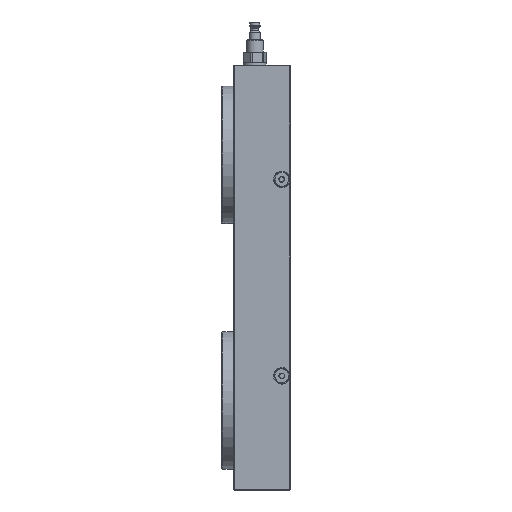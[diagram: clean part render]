
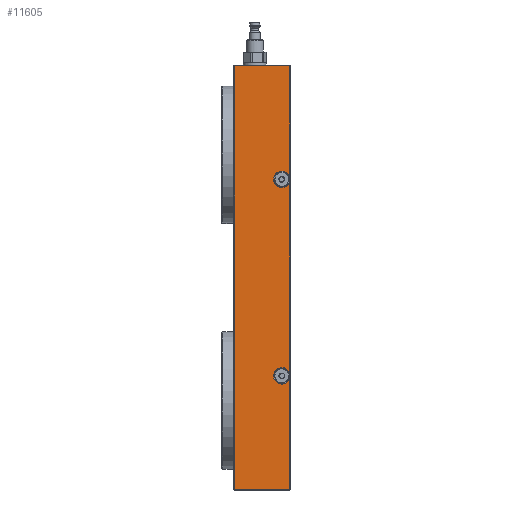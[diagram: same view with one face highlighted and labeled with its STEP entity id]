
A CAD part, left-side view. The second image highlights one B-rep face of the part: STEP entity #11605.
In plain terms, the highlighted planar face has unit normal (-1, 0, 0).
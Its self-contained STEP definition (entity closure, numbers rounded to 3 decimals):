
#403 = DIRECTION ( 'NONE',  ( 1., 0., 0. ) ) ;
#1699 = CARTESIAN_POINT ( 'NONE',  ( -298., 0.5, -173. ) ) ;
#5253 = LINE ( 'NONE', #79483, #76207 ) ;
#11113 = DIRECTION ( 'NONE',  ( 0., 1., 0. ) ) ;
#11605 = ADVANCED_FACE ( 'NONE', ( #99349 ), #49850, .F. ) ;
#12497 = CARTESIAN_POINT ( 'NONE',  ( -298., 0.5, -81.82 ) ) ;
#13036 = ORIENTED_EDGE ( 'NONE', *, *, #39438, .T. ) ;
#14975 = LINE ( 'NONE', #46778, #51252 ) ;
#16454 = DIRECTION ( 'NONE',  ( 0., 0., 1. ) ) ;
#19162 = LINE ( 'NONE', #68662, #92425 ) ;
#20200 = VERTEX_POINT ( 'NONE', #65033 ) ;
#20696 = VERTEX_POINT ( 'NONE', #31555 ) ;
#21544 = EDGE_CURVE ( 'NONE', #64050, #23855, #43627, .T. ) ;
#21889 = CIRCLE ( 'NONE', #78638, 6.75 ) ;
#23447 = AXIS2_PLACEMENT_3D ( 'NONE', #74537, #67526, #16454 ) ;
#23855 = VERTEX_POINT ( 'NONE', #12497 ) ;
#24533 = ORIENTED_EDGE ( 'NONE', *, *, #21544, .T. ) ;
#24744 = DIRECTION ( 'NONE',  ( 0., 0., 1. ) ) ;
#26497 = ORIENTED_EDGE ( 'NONE', *, *, #73931, .T. ) ;
#27747 = VERTEX_POINT ( 'NONE', #98726 ) ;
#31555 = CARTESIAN_POINT ( 'NONE',  ( -298., 45.5, 172.5 ) ) ;
#32253 = LINE ( 'NONE', #72077, #60101 ) ;
#33008 = EDGE_LOOP ( 'NONE', ( #73845, #42584, #82491, #92287, #26497, #99212, #13036, #24533 ) ) ;
#33583 = CARTESIAN_POINT ( 'NONE',  ( -298., 0.5, -78.18 ) ) ;
#39438 = EDGE_CURVE ( 'NONE', #27747, #64050, #32253, .T. ) ;
#40941 = CARTESIAN_POINT ( 'NONE',  ( -298., 0.5, -173. ) ) ;
#42584 = ORIENTED_EDGE ( 'NONE', *, *, #65091, .T. ) ;
#43540 = VECTOR ( 'NONE', #76399, 1000. ) ;
#43627 = LINE ( 'NONE', #1699, #43540 ) ;
#46256 = VERTEX_POINT ( 'NONE', #33583 ) ;
#46778 = CARTESIAN_POINT ( 'NONE',  ( -298., 45.5, -173. ) ) ;
#49850 = PLANE ( 'NONE',  #106395 ) ;
#51252 = VECTOR ( 'NONE', #79054, 1000. ) ;
#56472 = EDGE_CURVE ( 'NONE', #46256, #23855, #21889, .T. ) ;
#58655 = VERTEX_POINT ( 'NONE', #76156 ) ;
#60101 = VECTOR ( 'NONE', #65623, 1000. ) ;
#64050 = VERTEX_POINT ( 'NONE', #70772 ) ;
#65033 = CARTESIAN_POINT ( 'NONE',  ( -298., 0.5, 81.82 ) ) ;
#65091 = EDGE_CURVE ( 'NONE', #46256, #68675, #5253, .T. ) ;
#65623 = DIRECTION ( 'NONE',  ( 0., -1., 0. ) ) ;
#67526 = DIRECTION ( 'NONE',  ( -1., 0., 0. ) ) ;
#68498 = EDGE_CURVE ( 'NONE', #20200, #68675, #69900, .T. ) ;
#68662 = CARTESIAN_POINT ( 'NONE',  ( -298., 46., 172.5 ) ) ;
#68675 = VERTEX_POINT ( 'NONE', #103625 ) ;
#69900 = CIRCLE ( 'NONE', #23447, 6.75 ) ;
#70554 = EDGE_CURVE ( 'NONE', #20200, #58655, #89929, .T. ) ;
#70772 = CARTESIAN_POINT ( 'NONE',  ( -298., 0.5, -172.5 ) ) ;
#72077 = CARTESIAN_POINT ( 'NONE',  ( -298., 46., -172.5 ) ) ;
#73845 = ORIENTED_EDGE ( 'NONE', *, *, #56472, .F. ) ;
#73931 = EDGE_CURVE ( 'NONE', #58655, #20696, #19162, .T. ) ;
#74537 = CARTESIAN_POINT ( 'NONE',  ( -298., 7., 80. ) ) ;
#75053 = CARTESIAN_POINT ( 'NONE',  ( -298., 46., -173. ) ) ;
#76156 = CARTESIAN_POINT ( 'NONE',  ( -298., 0.5, 172.5 ) ) ;
#76207 = VECTOR ( 'NONE', #103719, 1000. ) ;
#76399 = DIRECTION ( 'NONE',  ( 0., 0., 1. ) ) ;
#78638 = AXIS2_PLACEMENT_3D ( 'NONE', #80260, #95909, #86232 ) ;
#79054 = DIRECTION ( 'NONE',  ( 0., 0., -1. ) ) ;
#79483 = CARTESIAN_POINT ( 'NONE',  ( -298., 0.5, -173. ) ) ;
#80260 = CARTESIAN_POINT ( 'NONE',  ( -298., 7., -80. ) ) ;
#82491 = ORIENTED_EDGE ( 'NONE', *, *, #68498, .F. ) ;
#84571 = VECTOR ( 'NONE', #24744, 1000. ) ;
#86232 = DIRECTION ( 'NONE',  ( 0., 0., 1. ) ) ;
#89929 = LINE ( 'NONE', #40941, #84571 ) ;
#92287 = ORIENTED_EDGE ( 'NONE', *, *, #70554, .T. ) ;
#92425 = VECTOR ( 'NONE', #11113, 1000. ) ;
#92720 = EDGE_CURVE ( 'NONE', #20696, #27747, #14975, .T. ) ;
#95909 = DIRECTION ( 'NONE',  ( -1., 0., 0. ) ) ;
#98726 = CARTESIAN_POINT ( 'NONE',  ( -298., 45.5, -172.5 ) ) ;
#99212 = ORIENTED_EDGE ( 'NONE', *, *, #92720, .T. ) ;
#99349 = FACE_OUTER_BOUND ( 'NONE', #33008, .T. ) ;
#103625 = CARTESIAN_POINT ( 'NONE',  ( -298., 0.5, 78.18 ) ) ;
#103719 = DIRECTION ( 'NONE',  ( 0., 0., 1. ) ) ;
#105806 = DIRECTION ( 'NONE',  ( 0., 0., -1. ) ) ;
#106395 = AXIS2_PLACEMENT_3D ( 'NONE', #75053, #403, #105806 ) ;
